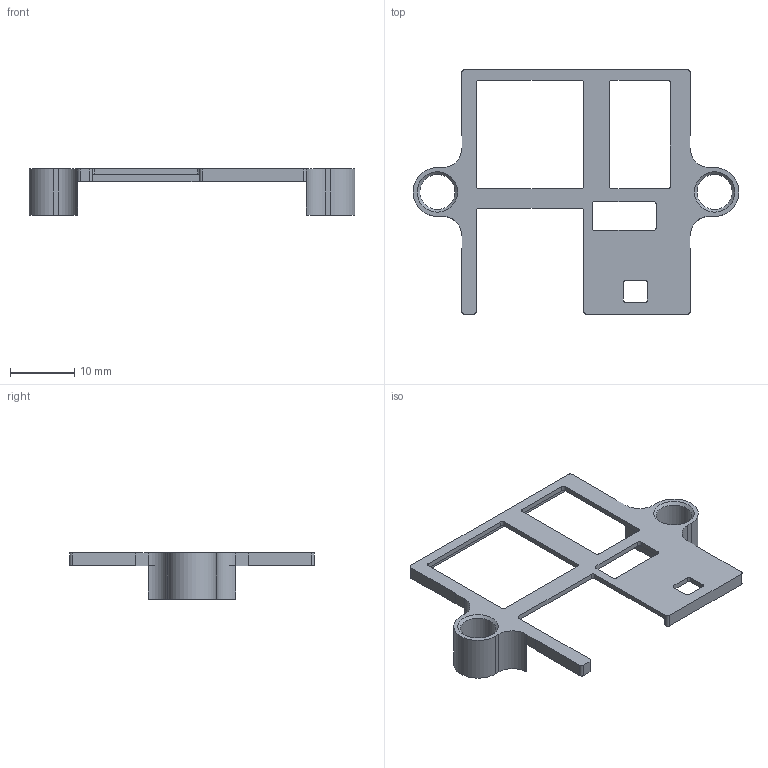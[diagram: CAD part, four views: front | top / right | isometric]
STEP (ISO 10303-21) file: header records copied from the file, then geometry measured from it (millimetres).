
FILE_DESCRIPTION(/* description */ ('STEP AP242 Edition 2','CAx-IF Rec.Pracs.---Representation and Presentation of Product Manufacturing Information (PMI)---4.0---2014-10-13','CAx-IF Rec.Pracs.---3D Tessellated Geometry---0.4---2014-09-14','2;1','CAx-IF Rec.Pracs.---User Defined Attributes---1.5---2016-08-15'),/* implementation_level */ '2;1');
FILE_NAME(/* name */ '6995246dc7258ceb991cc222',/* time_stamp */ '2026-02-18T02:31:10Z',/* author */ (''),/* organization */ (''),/* preprocessor_version */ 'ST-DEVELOPER v20',/* originating_system */ 'ONSHAPE BY PTC INC, 1.210',/* authorisation */ ' ');
FILE_SCHEMA (('AP242_MANAGED_MODEL_BASED_3D_ENGINEERING_MIM_LF { 1 0 10303 442 3 1 4 }'));
Length unit declared in the file: metre
Products named in the file (1): Enclosure Lid
Bounding box: 50.84 x 38.1 x 7.2 mm (x, y, z)
Volume: 1041.1 mm3; surface area: 2521.1 mm2
Topology: 1 solids, 1 shells, 88 faces, 252 edges, 166 vertices
Faces by surface type: plane 54, cylinder 32, cone 2
Full cylindrical faces by diameter (mm): 5.5 x2
Entity records: 2900 total; most frequent: CARTESIAN_POINT 503, ORIENTED_EDGE 496, DIRECTION 492, EDGE_CURVE 248, LINE 182, VECTOR 182, VERTEX_POINT 166, AXIS2_PLACEMENT_3D 155
